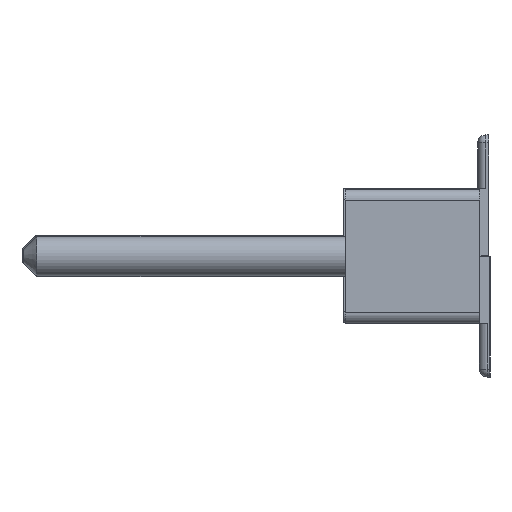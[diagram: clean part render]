
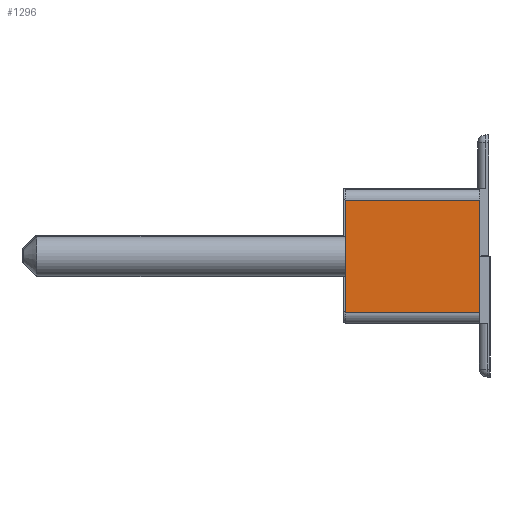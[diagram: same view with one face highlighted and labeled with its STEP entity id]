
A CAD part, left-side view. The second image highlights one B-rep face of the part: STEP entity #1296.
In plain terms, the highlighted planar face has unit normal (-1, 0, 0).
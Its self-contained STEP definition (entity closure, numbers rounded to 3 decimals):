
#92 = ORIENTED_EDGE ( 'NONE', *, *, #483, .T. ) ;
#103 = VERTEX_POINT ( 'NONE', #658 ) ;
#122 = ORIENTED_EDGE ( 'NONE', *, *, #753, .T. ) ;
#181 = ORIENTED_EDGE ( 'NONE', *, *, #1078, .F. ) ;
#208 = FACE_OUTER_BOUND ( 'NONE', #1320, .T. ) ;
#212 = CARTESIAN_POINT ( 'NONE',  ( -1.447, 2.5, 1.05 ) ) ;
#393 = CARTESIAN_POINT ( 'NONE',  ( -1.447, 2.5, -1.05 ) ) ;
#452 = VECTOR ( 'NONE', #1201, 1000. ) ;
#472 = DIRECTION ( 'NONE',  ( 0., 0., 1. ) ) ;
#478 = DIRECTION ( 'NONE',  ( 0., -1., 0. ) ) ;
#483 = EDGE_CURVE ( 'NONE', #1389, #752, #825, .T. ) ;
#495 = LINE ( 'NONE', #1167, #1375 ) ;
#498 = VECTOR ( 'NONE', #478, 1000. ) ;
#531 = ORIENTED_EDGE ( 'NONE', *, *, #1181, .F. ) ;
#538 = LINE ( 'NONE', #594, #498 ) ;
#594 = CARTESIAN_POINT ( 'NONE',  ( -1.447, 2.5, 1.05 ) ) ;
#642 = CARTESIAN_POINT ( 'NONE',  ( -1.447, 2.5, -1.05 ) ) ;
#658 = CARTESIAN_POINT ( 'NONE',  ( -1.447, 0., 1.05 ) ) ;
#660 = DIRECTION ( 'NONE',  ( 0., 0., 1. ) ) ;
#752 = VERTEX_POINT ( 'NONE', #768 ) ;
#753 = EDGE_CURVE ( 'NONE', #752, #103, #1399, .T. ) ;
#768 = CARTESIAN_POINT ( 'NONE',  ( -1.447, 0., -1.05 ) ) ;
#819 = AXIS2_PLACEMENT_3D ( 'NONE', #1206, #872, #1108 ) ;
#825 = LINE ( 'NONE', #393, #452 ) ;
#862 = PLANE ( 'NONE',  #819 ) ;
#872 = DIRECTION ( 'NONE',  ( 1., 0., 0. ) ) ;
#901 = CARTESIAN_POINT ( 'NONE',  ( -1.447, 0., -1.05 ) ) ;
#993 = VERTEX_POINT ( 'NONE', #212 ) ;
#1066 = VECTOR ( 'NONE', #660, 1000. ) ;
#1078 = EDGE_CURVE ( 'NONE', #993, #103, #538, .T. ) ;
#1108 = DIRECTION ( 'NONE',  ( 0., 0., -1. ) ) ;
#1167 = CARTESIAN_POINT ( 'NONE',  ( -1.447, 2.5, -1.05 ) ) ;
#1181 = EDGE_CURVE ( 'NONE', #1389, #993, #495, .T. ) ;
#1201 = DIRECTION ( 'NONE',  ( 0., -1., 0. ) ) ;
#1206 = CARTESIAN_POINT ( 'NONE',  ( -1.447, 2.5, -1.05 ) ) ;
#1296 = ADVANCED_FACE ( 'NONE', ( #208 ), #862, .F. ) ;
#1320 = EDGE_LOOP ( 'NONE', ( #122, #181, #531, #92 ) ) ;
#1375 = VECTOR ( 'NONE', #472, 1000. ) ;
#1389 = VERTEX_POINT ( 'NONE', #642 ) ;
#1399 = LINE ( 'NONE', #901, #1066 ) ;
